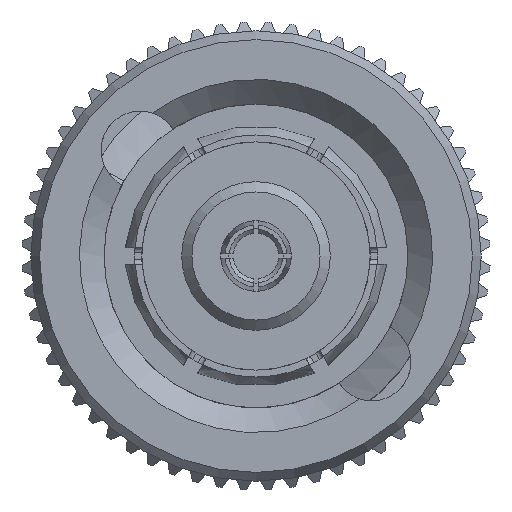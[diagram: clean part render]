
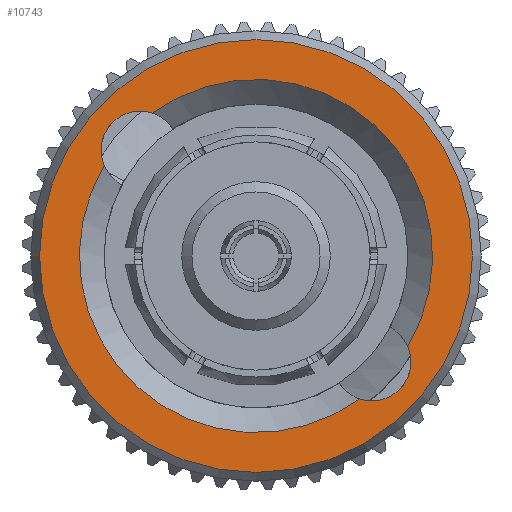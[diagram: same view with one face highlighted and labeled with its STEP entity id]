
A CAD part, left-side view. The second image highlights one B-rep face of the part: STEP entity #10743.
In plain terms, the highlighted planar face has unit normal (-1, 0, 0).
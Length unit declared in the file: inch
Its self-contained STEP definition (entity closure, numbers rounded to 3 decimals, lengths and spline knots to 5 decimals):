
#874 = VERTEX_POINT ( 'NONE', #9987 ) ;
#1174 = CARTESIAN_POINT ( 'NONE',  ( 0.33873, 0., 0. ) ) ;
#1187 = DIRECTION ( 'NONE',  ( 0., 0., -1. ) ) ;
#1465 = DIRECTION ( 'NONE',  ( 1., 0., 0. ) ) ;
#1570 = AXIS2_PLACEMENT_3D ( 'NONE', #2255, #4178, #12500 ) ;
#1761 = CIRCLE ( 'NONE', #4344, 0.04758 ) ;
#2116 = DIRECTION ( 'NONE',  ( 1., 0., 0. ) ) ;
#2255 = CARTESIAN_POINT ( 'NONE',  ( 0.33873, 0., -0.26339 ) ) ;
#2384 = AXIS2_PLACEMENT_3D ( 'NONE', #4744, #8907, #4606 ) ;
#2423 = ORIENTED_EDGE ( 'NONE', *, *, #6562, .T. ) ;
#2940 = ORIENTED_EDGE ( 'NONE', *, *, #11971, .T. ) ;
#2944 = EDGE_CURVE ( 'NONE', #7056, #4245, #7572, .T. ) ;
#3236 = AXIS2_PLACEMENT_3D ( 'NONE', #11914, #1465, #8761 ) ;
#3893 = CARTESIAN_POINT ( 'NONE',  ( 0.33873, -0.1847, -0.10993 ) ) ;
#4004 = PLANE ( 'NONE',  #1570 ) ;
#4178 = DIRECTION ( 'NONE',  ( 1., 0., 0. ) ) ;
#4245 = VERTEX_POINT ( 'NONE', #8500 ) ;
#4344 = AXIS2_PLACEMENT_3D ( 'NONE', #11737, #11596, #12782 ) ;
#4351 = VERTEX_POINT ( 'NONE', #4530 ) ;
#4530 = CARTESIAN_POINT ( 'NONE',  ( 0.33873, 0.1262, 0.174 ) ) ;
#4606 = DIRECTION ( 'NONE',  ( 0., 0., -1. ) ) ;
#4696 = EDGE_LOOP ( 'NONE', ( #10180 ) ) ;
#4744 = CARTESIAN_POINT ( 'NONE',  ( 0.33873, 0., 0. ) ) ;
#4897 = EDGE_CURVE ( 'NONE', #6256, #6256, #12117, .T. ) ;
#6256 = VERTEX_POINT ( 'NONE', #9717 ) ;
#6380 = DIRECTION ( 'NONE',  ( 1., 0., 0. ) ) ;
#6562 = EDGE_CURVE ( 'NONE', #4245, #874, #10354, .T. ) ;
#6762 = ORIENTED_EDGE ( 'NONE', *, *, #8655, .T. ) ;
#7011 = AXIS2_PLACEMENT_3D ( 'NONE', #10494, #6380, #1187 ) ;
#7056 = VERTEX_POINT ( 'NONE', #3893 ) ;
#7572 = CIRCLE ( 'NONE', #7011, 0.04758 ) ;
#8307 = EDGE_LOOP ( 'NONE', ( #2940, #9397, #2423, #6762 ) ) ;
#8500 = CARTESIAN_POINT ( 'NONE',  ( 0.33873, -0.1262, -0.174 ) ) ;
#8655 = EDGE_CURVE ( 'NONE', #874, #4351, #1761, .T. ) ;
#8761 = DIRECTION ( 'NONE',  ( 0., 0., -1. ) ) ;
#8907 = DIRECTION ( 'NONE',  ( 1., 0., 0. ) ) ;
#9397 = ORIENTED_EDGE ( 'NONE', *, *, #2944, .T. ) ;
#9717 = CARTESIAN_POINT ( 'NONE',  ( 0.33873, 0., -0.26339 ) ) ;
#9987 = CARTESIAN_POINT ( 'NONE',  ( 0.33873, 0.1847, 0.10993 ) ) ;
#10180 = ORIENTED_EDGE ( 'NONE', *, *, #4897, .F. ) ;
#10354 = CIRCLE ( 'NONE', #11689, 0.21494 ) ;
#10494 = CARTESIAN_POINT ( 'NONE',  ( 0.33873, -0.14101, -0.12878 ) ) ;
#10743 = ADVANCED_FACE ( 'NONE', ( #11535, #12529 ), #4004, .F. ) ;
#11491 = DIRECTION ( 'NONE',  ( 0., 0., -1. ) ) ;
#11535 = FACE_BOUND ( 'NONE', #8307, .T. ) ;
#11596 = DIRECTION ( 'NONE',  ( 1., 0., 0. ) ) ;
#11682 = CIRCLE ( 'NONE', #3236, 0.21494 ) ;
#11689 = AXIS2_PLACEMENT_3D ( 'NONE', #1174, #2116, #11491 ) ;
#11737 = CARTESIAN_POINT ( 'NONE',  ( 0.33873, 0.14101, 0.12878 ) ) ;
#11914 = CARTESIAN_POINT ( 'NONE',  ( 0.33873, 0., 0. ) ) ;
#11971 = EDGE_CURVE ( 'NONE', #4351, #7056, #11682, .T. ) ;
#12117 = CIRCLE ( 'NONE', #2384, 0.26339 ) ;
#12500 = DIRECTION ( 'NONE',  ( 0., 0., -1. ) ) ;
#12529 = FACE_OUTER_BOUND ( 'NONE', #4696, .T. ) ;
#12782 = DIRECTION ( 'NONE',  ( 0., 0., -1. ) ) ;
